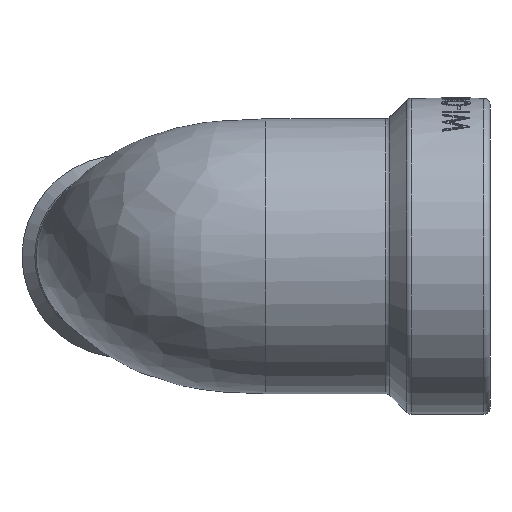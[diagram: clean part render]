
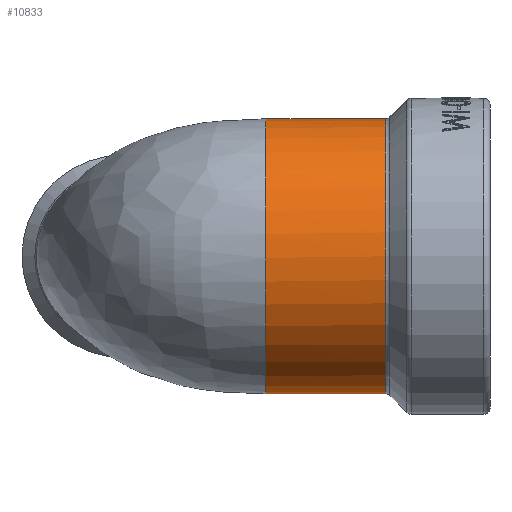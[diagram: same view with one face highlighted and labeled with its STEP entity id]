
A CAD part, left-side view. The second image highlights one B-rep face of the part: STEP entity #10833.
In plain terms, the highlighted cylindrical face has radius 6.75 mm (diameter 13.5 mm), a full revolution.
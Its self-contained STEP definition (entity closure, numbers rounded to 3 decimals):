
#84 = DIRECTION ( 'NONE',  ( 0., 0., -1. ) ) ;
#982 = CARTESIAN_POINT ( 'NONE',  ( 0., 11., 0. ) ) ;
#1352 = CARTESIAN_POINT ( 'NONE',  ( 0., 11., -6.75 ) ) ;
#1459 = VERTEX_POINT ( 'NONE', #1352 ) ;
#1755 = FACE_OUTER_BOUND ( 'NONE', #10053, .T. ) ;
#2234 = VERTEX_POINT ( 'NONE', #4768 ) ;
#2636 = CYLINDRICAL_SURFACE ( 'NONE', #5718, 6.75 ) ;
#2756 = CIRCLE ( 'NONE', #5599, 6.75 ) ;
#2911 = EDGE_LOOP ( 'NONE', ( #10649 ) ) ;
#2931 = CARTESIAN_POINT ( 'NONE',  ( 0., 5.124, 0. ) ) ;
#3406 = DIRECTION ( 'NONE',  ( 0., 0., -1. ) ) ;
#3920 = AXIS2_PLACEMENT_3D ( 'NONE', #982, #10416, #3406 ) ;
#4107 = CIRCLE ( 'NONE', #3920, 6.75 ) ;
#4227 = FACE_OUTER_BOUND ( 'NONE', #2911, .T. ) ;
#4768 = CARTESIAN_POINT ( 'NONE',  ( 0., 5.124, -6.75 ) ) ;
#5599 = AXIS2_PLACEMENT_3D ( 'NONE', #2931, #8866, #9812 ) ;
#5718 = AXIS2_PLACEMENT_3D ( 'NONE', #6037, #8503, #84 ) ;
#6037 = CARTESIAN_POINT ( 'NONE',  ( 0., 0., 0. ) ) ;
#6616 = EDGE_CURVE ( 'NONE', #2234, #2234, #2756, .T. ) ;
#8503 = DIRECTION ( 'NONE',  ( 0., -1., 0. ) ) ;
#8866 = DIRECTION ( 'NONE',  ( 0., 1., 0. ) ) ;
#9122 = ORIENTED_EDGE ( 'NONE', *, *, #6616, .T. ) ;
#9389 = EDGE_CURVE ( 'NONE', #1459, #1459, #4107, .T. ) ;
#9812 = DIRECTION ( 'NONE',  ( 0., 0., -1. ) ) ;
#10053 = EDGE_LOOP ( 'NONE', ( #9122 ) ) ;
#10416 = DIRECTION ( 'NONE',  ( 0., -1., 0. ) ) ;
#10649 = ORIENTED_EDGE ( 'NONE', *, *, #9389, .T. ) ;
#10833 = ADVANCED_FACE ( 'NONE', ( #1755, #4227 ), #2636, .T. ) ;
